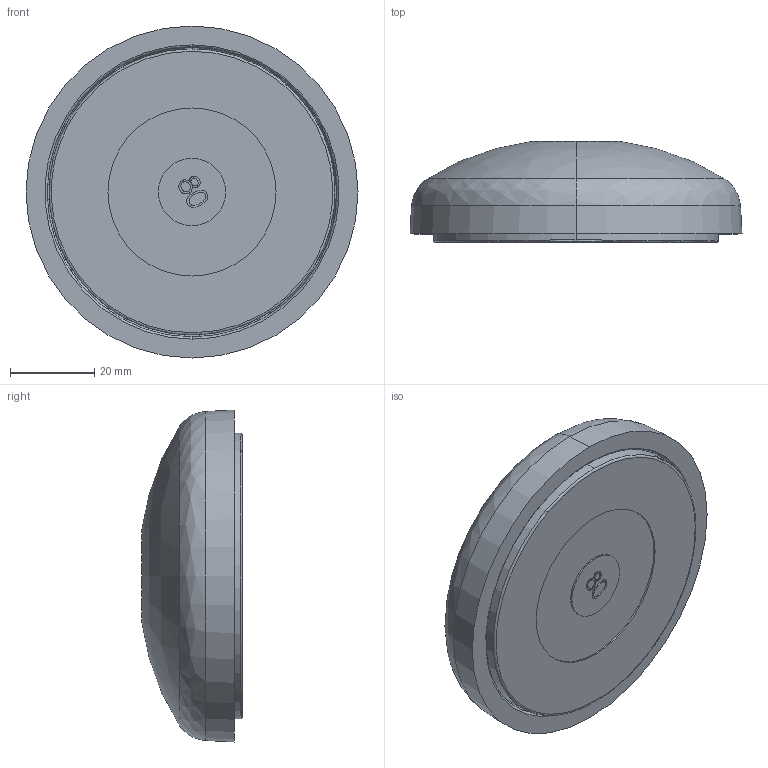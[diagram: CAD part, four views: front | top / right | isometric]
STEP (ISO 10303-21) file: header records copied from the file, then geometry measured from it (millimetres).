
FILE_DESCRIPTION (( 'STEP AP214' ), '1' );
FILE_NAME ('098c080kg.STEP', '2014-08-22T10:50:21', ( '' ), ( '' ), 'SwSTEP 2.0', 'SolidWorks 2014', '' );
FILE_SCHEMA (( 'AUTOMOTIVE_DESIGN' ));
Length unit declared in the file: millimetre
Products named in the file (1): 098c080kg
Bounding box: 79 x 24 x 79 mm (x, y, z)
Volume: 65801.8 mm3; surface area: 29445.2 mm2
Topology: 2 solids, 2 shells, 224 faces, 605 edges, 395 vertices
Faces by surface type: bspline 109, plane 55, cone 36, cylinder 24
Entity records: 13718 total; most frequent: CARTESIAN_POINT 6492, ORIENTED_EDGE 1206, DIRECTION 698, EDGE_CURVE 603, VERTEX_POINT 395, AXIS2_PLACEMENT_3D 304, B_SPLINE_CURVE_WITH_KNOTS 300, EDGE_LOOP 236
